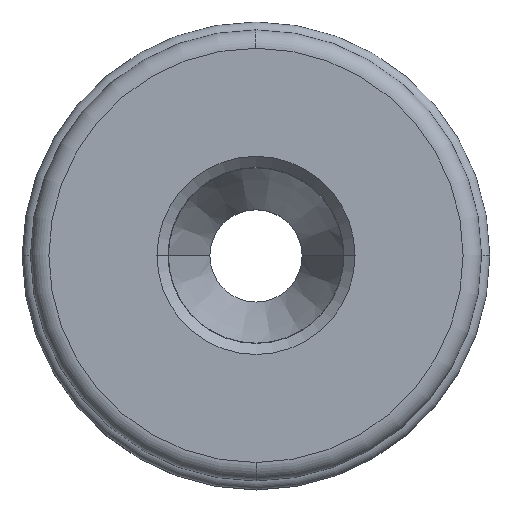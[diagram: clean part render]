
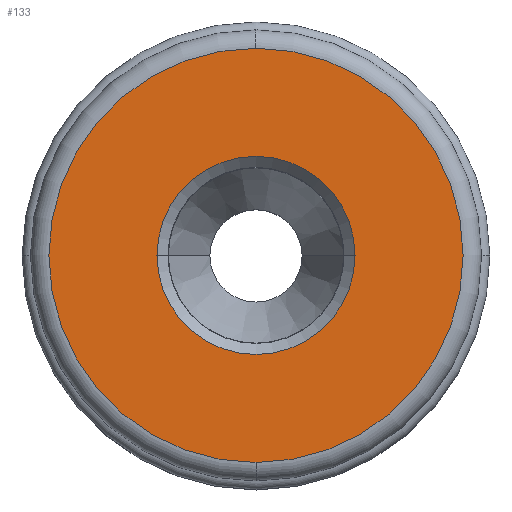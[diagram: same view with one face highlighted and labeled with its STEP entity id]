
A CAD part, top view. The second image highlights one B-rep face of the part: STEP entity #133.
In plain terms, the highlighted planar face has unit normal (0, 0, 1).
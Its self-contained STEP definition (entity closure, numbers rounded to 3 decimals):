
#79=PLANE('',#1299);
#86=FACE_BOUND('',#278,.T.);
#87=FACE_BOUND('',#279,.T.);
#133=ADVANCED_FACE('',(#86,#87),#79,.F.);
#278=EDGE_LOOP('',(#412,#413,#414,#415));
#279=EDGE_LOOP('',(#416,#417,#418,#419));
#412=ORIENTED_EDGE('',*,*,#790,.F.);
#413=ORIENTED_EDGE('',*,*,#791,.T.);
#414=ORIENTED_EDGE('',*,*,#792,.T.);
#415=ORIENTED_EDGE('',*,*,#793,.T.);
#416=ORIENTED_EDGE('',*,*,#794,.T.);
#417=ORIENTED_EDGE('',*,*,#795,.T.);
#418=ORIENTED_EDGE('',*,*,#796,.T.);
#419=ORIENTED_EDGE('',*,*,#797,.T.);
#670=VERTEX_POINT('',#2578);
#671=VERTEX_POINT('',#2579);
#672=VERTEX_POINT('',#2581);
#673=VERTEX_POINT('',#2583);
#674=VERTEX_POINT('',#2586);
#675=VERTEX_POINT('',#2587);
#676=VERTEX_POINT('',#2589);
#677=VERTEX_POINT('',#2591);
#790=EDGE_CURVE('',#670,#671,#964,.T.);
#791=EDGE_CURVE('',#670,#672,#965,.T.);
#792=EDGE_CURVE('',#672,#673,#966,.T.);
#793=EDGE_CURVE('',#673,#671,#967,.T.);
#794=EDGE_CURVE('',#674,#675,#968,.T.);
#795=EDGE_CURVE('',#675,#676,#969,.T.);
#796=EDGE_CURVE('',#676,#677,#970,.T.);
#797=EDGE_CURVE('',#677,#674,#971,.T.);
#964=CIRCLE('',#1291,22.5);
#965=CIRCLE('',#1292,22.5);
#966=CIRCLE('',#1293,22.5);
#967=CIRCLE('',#1294,22.5);
#968=CIRCLE('',#1295,10.76);
#969=CIRCLE('',#1296,10.76);
#970=CIRCLE('',#1297,10.76);
#971=CIRCLE('',#1298,10.76);
#1291=AXIS2_PLACEMENT_3D('',#2577,#1549,#1550);
#1292=AXIS2_PLACEMENT_3D('',#2580,#1551,#1552);
#1293=AXIS2_PLACEMENT_3D('',#2582,#1553,#1554);
#1294=AXIS2_PLACEMENT_3D('',#2584,#1555,#1556);
#1295=AXIS2_PLACEMENT_3D('',#2585,#1557,#1558);
#1296=AXIS2_PLACEMENT_3D('',#2588,#1559,#1560);
#1297=AXIS2_PLACEMENT_3D('',#2590,#1561,#1562);
#1298=AXIS2_PLACEMENT_3D('',#2592,#1563,#1564);
#1299=AXIS2_PLACEMENT_3D('',#2593,#1565,#1566);
#1549=DIRECTION('',(0.,0.,-1.));
#1550=DIRECTION('',(0.001,-1.,0.));
#1551=DIRECTION('',(0.,0.,1.));
#1552=DIRECTION('',(0.,1.,0.));
#1553=DIRECTION('',(0.,0.,1.));
#1554=DIRECTION('',(-0.001,1.,0.));
#1555=DIRECTION('',(0.,0.,1.));
#1556=DIRECTION('',(0.001,-1.,0.));
#1557=DIRECTION('',(0.,0.,-1.));
#1558=DIRECTION('',(0.,-1.,0.));
#1559=DIRECTION('',(0.,0.,-1.));
#1560=DIRECTION('',(-1.,0.,0.));
#1561=DIRECTION('',(0.,0.,-1.));
#1562=DIRECTION('',(0.,1.,0.));
#1563=DIRECTION('',(0.,0.,-1.));
#1564=DIRECTION('',(1.,0.,0.));
#1565=DIRECTION('',(0.,0.,-1.));
#1566=DIRECTION('',(0.,-1.,0.));
#2577=CARTESIAN_POINT('',(0.,0.,0.));
#2578=CARTESIAN_POINT('',(0.,22.5,0.));
#2579=CARTESIAN_POINT('',(0.015,-22.5,0.));
#2580=CARTESIAN_POINT('',(0.,0.,0.));
#2581=CARTESIAN_POINT('',(-0.015,22.5,0.));
#2582=CARTESIAN_POINT('',(0.,0.,0.));
#2583=CARTESIAN_POINT('',(0.,-22.5,0.));
#2584=CARTESIAN_POINT('',(0.,0.,0.));
#2585=CARTESIAN_POINT('',(0.,0.,0.));
#2586=CARTESIAN_POINT('',(0.,-10.76,0.));
#2587=CARTESIAN_POINT('',(-10.76,0.,0.));
#2588=CARTESIAN_POINT('',(0.,0.,0.));
#2589=CARTESIAN_POINT('',(0.,10.76,0.));
#2590=CARTESIAN_POINT('',(0.,0.,0.));
#2591=CARTESIAN_POINT('',(10.76,0.,0.));
#2592=CARTESIAN_POINT('',(0.,0.,0.));
#2593=CARTESIAN_POINT('',(0.,0.,0.));
